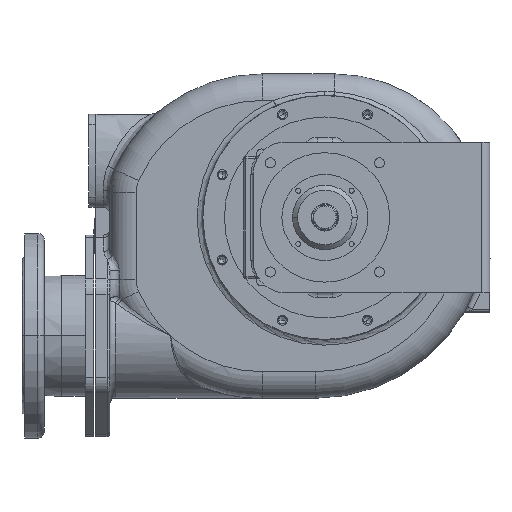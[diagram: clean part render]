
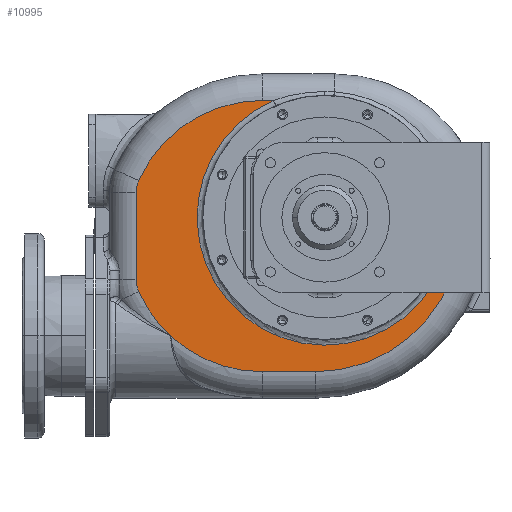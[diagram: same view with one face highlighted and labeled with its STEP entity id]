
A CAD part, left-side view. The second image highlights one B-rep face of the part: STEP entity #10995.
In plain terms, the highlighted planar face has unit normal (-1, 0, 0).
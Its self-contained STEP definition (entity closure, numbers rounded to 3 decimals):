
#3712=CARTESIAN_POINT('',(-87.,317.,-26.));
#3713=DIRECTION('',(-1.,0.,0.));
#3714=DIRECTION('',(0.,0.912,-0.41));
#3715=AXIS2_PLACEMENT_3D('',#3712,#3713,#3714);
#3717=CARTESIAN_POINT('',(-87.,451.846,-86.622));
#3718=DIRECTION('',(-1.,0.,0.));
#3719=DIRECTION('',(0.,1.,0.));
#3720=AXIS2_PLACEMENT_3D('',#3717,#3718,#3719);
#3722=DIRECTION('',(0.,0.,-1.));
#3723=VECTOR('',#3722,121.244);
#3724=CARTESIAN_POINT('',(-87.,493.,34.622));
#3725=LINE('',#3724,#3723);
#3726=CARTESIAN_POINT('',(-87.,451.846,34.622));
#3727=DIRECTION('',(-1.,0.,0.));
#3728=DIRECTION('',(0.,0.912,0.41));
#3729=AXIS2_PLACEMENT_3D('',#3726,#3727,#3728);
#3731=CARTESIAN_POINT('',(-87.,317.,-26.));
#3732=DIRECTION('',(-1.,0.,0.));
#3733=DIRECTION('',(0.,0.,1.));
#3734=AXIS2_PLACEMENT_3D('',#3731,#3732,#3733);
#3736=DIRECTION('',(0.,1.,0.));
#3737=VECTOR('',#3736,15.481);
#3738=CARTESIAN_POINT('',(-87.,301.519,163.));
#3739=LINE('',#3738,#3737);
#3740=CARTESIAN_POINT('',(-87.,217.,-13.));
#3741=DIRECTION('',(-1.,0.,0.));
#3742=DIRECTION('',(0.,-1.,0.));
#3743=AXIS2_PLACEMENT_3D('',#3740,#3741,#3742);
#3745=CARTESIAN_POINT('',(-87.,243.,-13.));
#3746=DIRECTION('',(-1.,0.,0.));
#3747=DIRECTION('',(0.,0.,-1.));
#3748=AXIS2_PLACEMENT_3D('',#3745,#3746,#3747);
#3750=DIRECTION('',(0.,-1.,0.));
#3751=VECTOR('',#3750,74.);
#3752=CARTESIAN_POINT('',(-87.,317.,-215.));
#3753=LINE('',#3752,#3751);
#3754=CARTESIAN_POINT('',(-87.,317.,-26.));
#3755=DIRECTION('',(-1.,0.,0.));
#3756=DIRECTION('',(0.,0.678,-0.735));
#3757=AXIS2_PLACEMENT_3D('',#3754,#3755,#3756);
#5620=CARTESIAN_POINT('',(-87.,85.637,104.132));
#5685=CARTESIAN_POINT('',(-87.,230.,0.));
#5686=DIRECTION('',(1.,0.,0.));
#5687=DIRECTION('',(0.,-0.811,0.585));
#5688=AXIS2_PLACEMENT_3D('',#5685,#5686,#5687);
#5770=CARTESIAN_POINT('',(-87.,301.519,163.));
#6323=CARTESIAN_POINT('',(-87.,445.062,
-165.));
#6489=CARTESIAN_POINT('',(-87.,489.381,51.496));
#6490=CARTESIAN_POINT('',(-87.,493.,34.622));
#6491=VERTEX_POINT('',#6489);
#6492=VERTEX_POINT('',#6490);
#6497=CARTESIAN_POINT('',(-87.,493.,-86.622));
#6498=VERTEX_POINT('',#6497);
#6499=CARTESIAN_POINT('',(-87.,489.381,-103.496));
#6500=VERTEX_POINT('',#6499);
#6501=CARTESIAN_POINT('',(-87.,317.,-215.));
#6502=CARTESIAN_POINT('',(-87.,243.,-215.));
#6503=VERTEX_POINT('',#6501);
#6504=VERTEX_POINT('',#6502);
#6507=CARTESIAN_POINT('',(-87.,41.,-13.));
#6508=VERTEX_POINT('',#6507);
#6511=CARTESIAN_POINT('',(-87.,317.,163.));
#6512=VERTEX_POINT('',#6511);
#6534=VERTEX_POINT('',#6323);
#6640=VERTEX_POINT('',#5620);
#6645=VERTEX_POINT('',#5770);
#10968=CARTESIAN_POINT('',(-87.,230.,0.));
#10969=DIRECTION('',(1.,0.,0.));
#10970=DIRECTION('',(0.,0.,1.));
#10971=AXIS2_PLACEMENT_3D('',#10968,#10969,#10970);
#10972=PLANE('',#10971);
#10974=ORIENTED_EDGE('',*,*,#10973,.F.);
#10976=ORIENTED_EDGE('',*,*,#10975,.F.);
#10977=ORIENTED_EDGE('',*,*,#10097,.F.);
#10978=ORIENTED_EDGE('',*,*,#10958,.F.);
#10980=ORIENTED_EDGE('',*,*,#10979,.F.);
#10982=ORIENTED_EDGE('',*,*,#10981,.F.);
#10984=ORIENTED_EDGE('',*,*,#10983,.F.);
#10986=ORIENTED_EDGE('',*,*,#10985,.F.);
#10988=ORIENTED_EDGE('',*,*,#10987,.F.);
#10990=ORIENTED_EDGE('',*,*,#10989,.F.);
#10992=ORIENTED_EDGE('',*,*,#10991,.F.);
#10993=EDGE_LOOP('',(#10974,#10976,#10977,#10978,#10980,#10982,#10984,#10986,
#10988,#10990,#10992));
#10994=FACE_OUTER_BOUND('',#10993,.F.);
#10995=ADVANCED_FACE('',(#10994),#10972,.F.);
#3716=CIRCLE('',#3715,189.);
#3721=CIRCLE('',#3720,41.154);
#3730=CIRCLE('',#3729,41.154);
#3735=CIRCLE('',#3734,189.);
#3744=CIRCLE('',#3743,176.);
#3749=CIRCLE('',#3748,202.);
#3758=CIRCLE('',#3757,189.);
#5689=CIRCLE('',#5688,178.);
#10097=EDGE_CURVE('',#6492,#6498,#3725,.T.);
#10958=EDGE_CURVE('',#6491,#6492,#3730,.T.);
#10973=EDGE_CURVE('',#6500,#6534,#3716,.T.);
#10975=EDGE_CURVE('',#6498,#6500,#3721,.T.);
#10979=EDGE_CURVE('',#6512,#6491,#3735,.T.);
#10981=EDGE_CURVE('',#6645,#6512,#3739,.T.);
#10983=EDGE_CURVE('',#6640,#6645,#5689,.T.);
#10985=EDGE_CURVE('',#6508,#6640,#3744,.T.);
#10987=EDGE_CURVE('',#6504,#6508,#3749,.T.);
#10989=EDGE_CURVE('',#6503,#6504,#3753,.T.);
#10991=EDGE_CURVE('',#6534,#6503,#3758,.T.);
